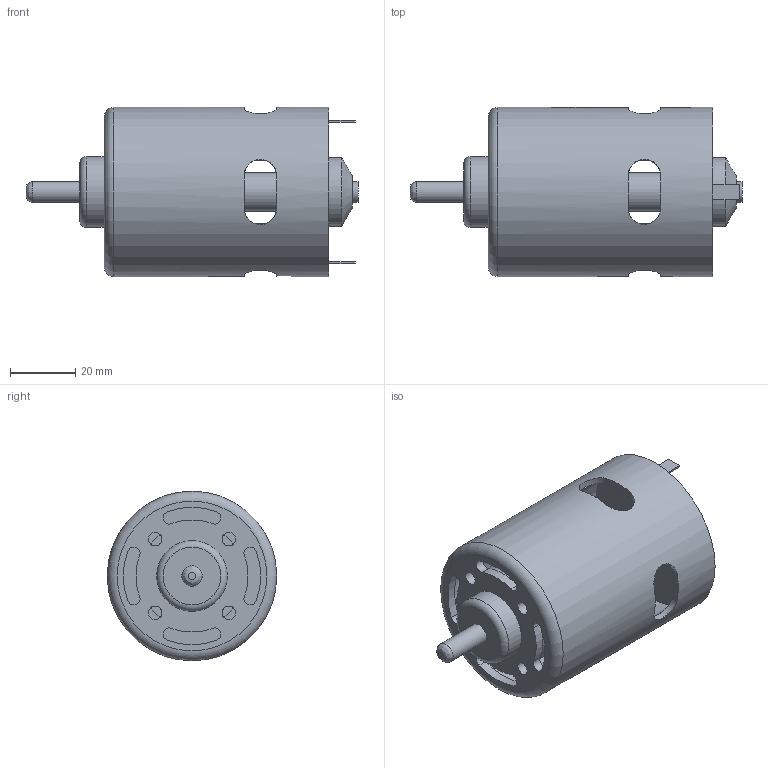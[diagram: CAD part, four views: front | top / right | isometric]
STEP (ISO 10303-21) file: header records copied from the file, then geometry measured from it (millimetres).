
FILE_DESCRIPTION( ( 'Unknown' ), '1' );
FILE_NAME( '987.stp', 'Unknown', ( 'Unknown' ), ( 'Unknown' ), 'PSStep 17.0.49', 'Unknown', ' ' );
FILE_SCHEMA( ( 'AUTOMOTIVE_DESIGN { 1 0 10303 214 1 1 1 1 }' ) );
Length unit declared in the file: millimetre
Products named in the file (1): 1
Bounding box: 102 x 52 x 52 mm (x, y, z)
Volume: 64569.8 mm3; surface area: 33288.4 mm2
Topology: 1 solids, 1 shells, 79 faces, 221 edges, 147 vertices
Faces by surface type: plane 39, cylinder 36, torus 2, cone 1, bspline 1
Full cylindrical faces by diameter (mm): 4.134 x4, 6.35 x2, 12 x1, 21 x1, 21.7 x1, 32 x1, 48 x1, 52 x1
Entity records: 3607 total; most frequent: CARTESIAN_POINT 985, DIRECTION 420, ORIENTED_EDGE 382, EDGE_CURVE 191, AXIS2_PLACEMENT_3D 174, VERTEX_POINT 135, EDGE_LOOP 124, CIRCLE 95
